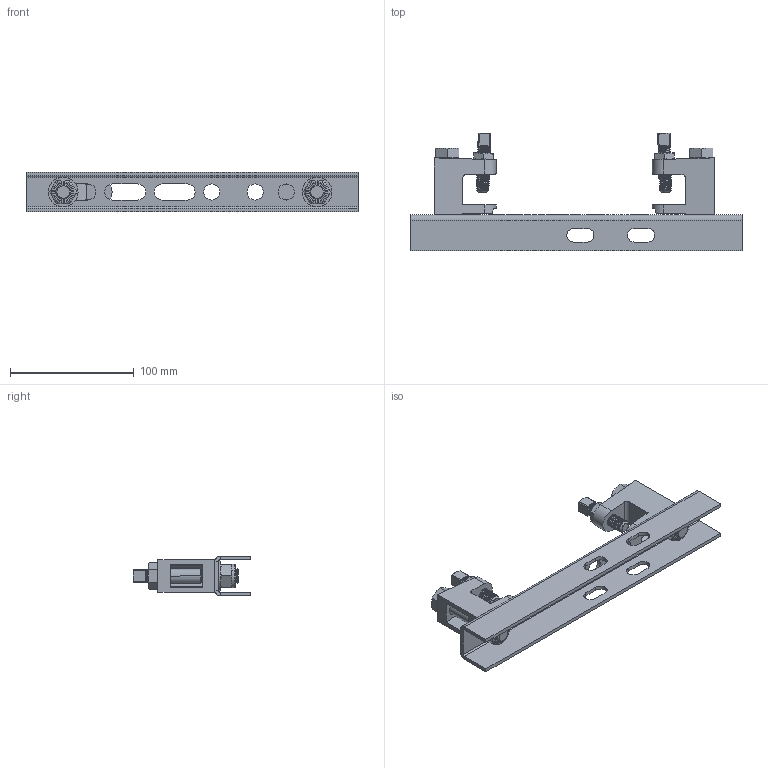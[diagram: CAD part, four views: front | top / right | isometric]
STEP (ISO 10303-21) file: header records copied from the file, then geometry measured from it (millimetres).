
FILE_DESCRIPTION (( 'STEP AP203' ), '1' );
FILE_NAME ('T42870.STEP', '2018-07-25T15:55:28', ( '' ), ( '' ), 'SwSTEP 2.0', 'SolidWorks 2016', '' );
FILE_SCHEMA (( 'CONFIG_CONTROL_DESIGN' ));
Length unit declared in the file: millimetre
Products named in the file (9): SW3dPS-nyloc nut, st stl a2 iso_M12 NYLOC; M10x40 Square head  Bolt_DIN 479 - M10 x 40-S; T29700; M10 Half nut_B18.2.4.5M - Hex jam nut,  M10 x 1.5, with 16mm WAF --D-S; B Washer_Bright washer BS 4320 - M12 (Form B); T42870; Hex Bolt_ISO 4016 - M12 x 65 x 30-WS; TH1088
Assembly tree (12 placements, depth 3):
  T42870
    TH1088
    T29700  x2
      T29700
      M10 Half nut_B18.2.4.5M - Hex jam nut,  M10 x 1.5, with 16mm WAF --D-S
      M10x40 Square head  Bolt_DIN 479 - M10 x 40-S
    Hex Bolt_ISO 4016 - M12 x 65 x 30-WS  x2
    SW3dPS-nyloc nut, st stl a2 iso_M12 NYLOC  x2
    B Washer_Bright washer BS 4320 - M12 (Form B)  x2
Bounding box: 268 x 94.94 x 32 mm (x, y, z)
Volume: 138548.9 mm3; surface area: 82011.6 mm2
Topology: 13 solids, 13 shells, 914 faces, 2300 edges, 1402 vertices
Faces by surface type: cone 454, cylinder 272, plane 154, torus 18, bspline 16
Entity records: 16250 total; most frequent: CARTESIAN_POINT 3158, DIRECTION 2752, ORIENTED_EDGE 2448, EDGE_CURVE 1224, AXIS2_PLACEMENT_3D 1123, VERTEX_POINT 753, CIRCLE 627, EDGE_LOOP 525
